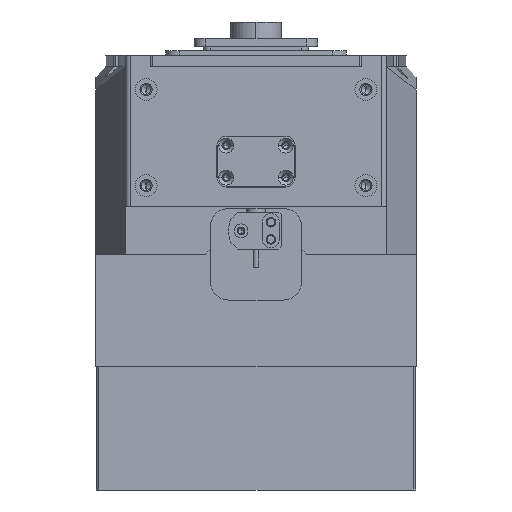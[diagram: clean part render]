
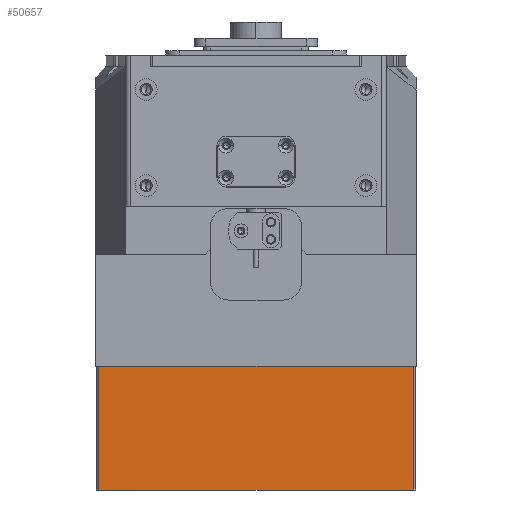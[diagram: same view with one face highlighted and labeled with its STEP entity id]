
A CAD part, left-side view. The second image highlights one B-rep face of the part: STEP entity #50657.
In plain terms, the highlighted planar face has unit normal (-1, 0, 0).
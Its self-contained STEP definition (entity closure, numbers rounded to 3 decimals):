
#83 = LINE ( 'NONE', #43937, #32177 ) ;
#213 = DIRECTION ( 'NONE',  ( 1., 0., 0. ) ) ;
#1982 = EDGE_CURVE ( 'NONE', #28950, #55610, #41940, .T. ) ;
#2364 = CARTESIAN_POINT ( 'NONE',  ( -134.235, 83.959, 179.69 ) ) ;
#6684 = CARTESIAN_POINT ( 'NONE',  ( -134.235, 244.159, 233.69 ) ) ;
#11204 = VERTEX_POINT ( 'NONE', #28033 ) ;
#11310 = VECTOR ( 'NONE', #12089, 1000. ) ;
#11924 = CARTESIAN_POINT ( 'NONE',  ( -134.235, -54.641, 233.69 ) ) ;
#12089 = DIRECTION ( 'NONE',  ( 0., 1., 0. ) ) ;
#12375 = EDGE_CURVE ( 'NONE', #28950, #11204, #23900, .T. ) ;
#14006 = ORIENTED_EDGE ( 'NONE', *, *, #52961, .T. ) ;
#16859 = EDGE_LOOP ( 'NONE', ( #55656, #32313, #14006, #44731 ) ) ;
#17768 = DIRECTION ( 'NONE',  ( 0., 0., -1. ) ) ;
#18187 = VECTOR ( 'NONE', #45485, 1000. ) ;
#19302 = CARTESIAN_POINT ( 'NONE',  ( -134.235, -54.641, 179.69 ) ) ;
#23381 = PLANE ( 'NONE',  #49456 ) ;
#23900 = LINE ( 'NONE', #2364, #11310 ) ;
#26844 = EDGE_CURVE ( 'NONE', #52505, #55610, #51125, .T. ) ;
#28033 = CARTESIAN_POINT ( 'NONE',  ( -134.235, 82.959, 179.69 ) ) ;
#28950 = VERTEX_POINT ( 'NONE', #33578 ) ;
#31581 = DIRECTION ( 'NONE',  ( 0., 1., 0. ) ) ;
#32177 = VECTOR ( 'NONE', #17768, 1000. ) ;
#32313 = ORIENTED_EDGE ( 'NONE', *, *, #26844, .F. ) ;
#33021 = CARTESIAN_POINT ( 'NONE',  ( -134.235, 82.959, 233.69 ) ) ;
#33578 = CARTESIAN_POINT ( 'NONE',  ( -134.235, -54.641, 179.69 ) ) ;
#35816 = FACE_OUTER_BOUND ( 'NONE', #16859, .T. ) ;
#36425 = CARTESIAN_POINT ( 'NONE',  ( -134.235, 83.959, 179.69 ) ) ;
#41940 = LINE ( 'NONE', #19302, #18187 ) ;
#43937 = CARTESIAN_POINT ( 'NONE',  ( -134.235, 82.959, 179.69 ) ) ;
#44731 = ORIENTED_EDGE ( 'NONE', *, *, #12375, .F. ) ;
#45485 = DIRECTION ( 'NONE',  ( 0., 0., 1. ) ) ;
#45572 = VECTOR ( 'NONE', #52108, 1000. ) ;
#49456 = AXIS2_PLACEMENT_3D ( 'NONE', #36425, #213, #31581 ) ;
#50657 = ADVANCED_FACE ( 'NONE', ( #35816 ), #23381, .F. ) ;
#51125 = LINE ( 'NONE', #6684, #45572 ) ;
#52108 = DIRECTION ( 'NONE',  ( 0., -1., 0. ) ) ;
#52505 = VERTEX_POINT ( 'NONE', #33021 ) ;
#52961 = EDGE_CURVE ( 'NONE', #52505, #11204, #83, .T. ) ;
#55610 = VERTEX_POINT ( 'NONE', #11924 ) ;
#55656 = ORIENTED_EDGE ( 'NONE', *, *, #1982, .T. ) ;
